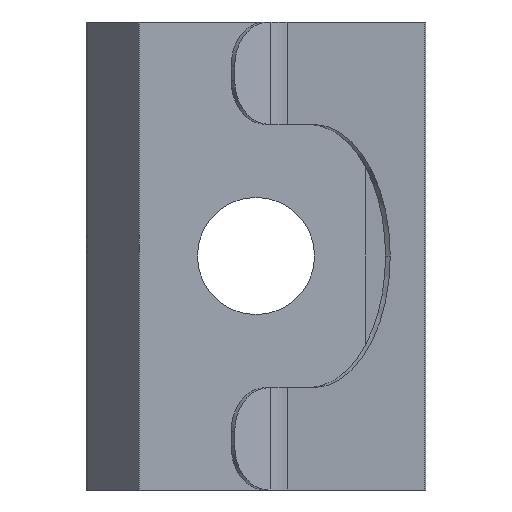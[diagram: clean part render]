
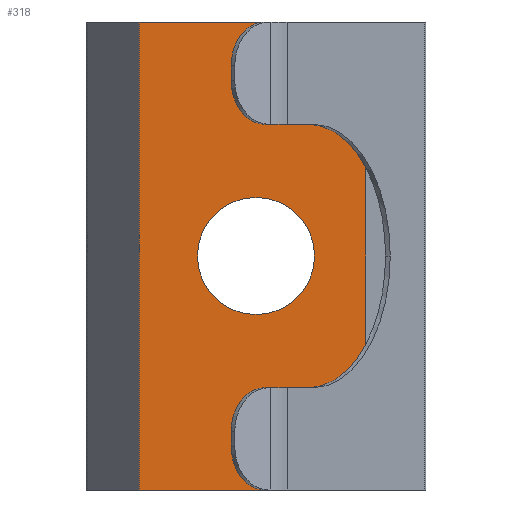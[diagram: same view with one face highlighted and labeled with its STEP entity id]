
A CAD part, front view. The second image highlights one B-rep face of the part: STEP entity #318.
In plain terms, the highlighted planar face has unit normal (0, -1, 0).
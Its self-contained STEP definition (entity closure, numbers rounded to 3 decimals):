
#3 = ORIENTED_EDGE ( 'NONE', *, *, #597, .F. ) ;
#10 = CARTESIAN_POINT ( 'NONE',  ( 3.754, -2.15, -3.013 ) ) ;
#36 = DIRECTION ( 'NONE',  ( 0., 0., 1. ) ) ;
#38 = EDGE_CURVE ( 'NONE', #1327, #839, #383, .T. ) ;
#44 = LINE ( 'NONE', #962, #604 ) ;
#52 = LINE ( 'NONE', #984, #334 ) ;
#114 = VERTEX_POINT ( 'NONE', #526 ) ;
#123 = DIRECTION ( 'NONE',  ( 0., 0., 1. ) ) ;
#131 = AXIS2_PLACEMENT_3D ( 'NONE', #584, #1404, #567 ) ;
#151 = EDGE_LOOP ( 'NONE', ( #468, #1013, #1182, #1307, #3, #481 ) ) ;
#192 = LINE ( 'NONE', #445, #867 ) ;
#201 = VERTEX_POINT ( 'NONE', #1145 ) ;
#205 = DIRECTION ( 'NONE',  ( 1., 0., 0. ) ) ;
#221 = EDGE_CURVE ( 'NONE', #1260, #565, #44, .T. ) ;
#276 = ORIENTED_EDGE ( 'NONE', *, *, #664, .T. ) ;
#300 = EDGE_CURVE ( 'NONE', #114, #1260, #566, .T. ) ;
#318 = ADVANCED_FACE ( 'NONE', ( #1190, #1409 ), #1052, .F. ) ;
#329 = EDGE_CURVE ( 'NONE', #842, #586, #489, .T. ) ;
#334 = VECTOR ( 'NONE', #495, 1000. ) ;
#336 = VECTOR ( 'NONE', #1146, 1000. ) ;
#358 = CARTESIAN_POINT ( 'NONE',  ( 3.754, -2.15, 8. ) ) ;
#367 = LINE ( 'NONE', #358, #1286 ) ;
#383 = CIRCLE ( 'NONE', #1198, 2. ) ;
#432 = CARTESIAN_POINT ( 'NONE',  ( 4., -2.15, -8. ) ) ;
#439 = CARTESIAN_POINT ( 'NONE',  ( -2., -2.15, 0. ) ) ;
#445 = CARTESIAN_POINT ( 'NONE',  ( 4., -2.15, 8. ) ) ;
#468 = ORIENTED_EDGE ( 'NONE', *, *, #300, .T. ) ;
#477 = EDGE_CURVE ( 'NONE', #842, #565, #367, .T. ) ;
#481 = ORIENTED_EDGE ( 'NONE', *, *, #864, .T. ) ;
#489 = LINE ( 'NONE', #1153, #336 ) ;
#495 = DIRECTION ( 'NONE',  ( 0., 0., -1. ) ) ;
#514 = DIRECTION ( 'NONE',  ( -1., 0., 0. ) ) ;
#526 = CARTESIAN_POINT ( 'NONE',  ( -4., -2.15, -8. ) ) ;
#565 = VERTEX_POINT ( 'NONE', #10 ) ;
#566 = LINE ( 'NONE', #432, #812 ) ;
#567 = DIRECTION ( 'NONE',  ( -1., 0., 0. ) ) ;
#584 = CARTESIAN_POINT ( 'NONE',  ( 0., -2.15, 0. ) ) ;
#586 = VERTEX_POINT ( 'NONE', #1162 ) ;
#597 = EDGE_CURVE ( 'NONE', #201, #586, #192, .T. ) ;
#604 = VECTOR ( 'NONE', #36, 1000. ) ;
#618 = CARTESIAN_POINT ( 'NONE',  ( 2., -2.15, 0. ) ) ;
#664 = EDGE_CURVE ( 'NONE', #839, #1327, #1046, .T. ) ;
#677 = CARTESIAN_POINT ( 'NONE',  ( 4., -2.15, 8. ) ) ;
#699 = AXIS2_PLACEMENT_3D ( 'NONE', #677, #1382, #123 ) ;
#796 = ORIENTED_EDGE ( 'NONE', *, *, #38, .T. ) ;
#807 = DIRECTION ( 'NONE',  ( 0., 0., -1. ) ) ;
#812 = VECTOR ( 'NONE', #205, 1000. ) ;
#839 = VERTEX_POINT ( 'NONE', #618 ) ;
#842 = VERTEX_POINT ( 'NONE', #855 ) ;
#855 = CARTESIAN_POINT ( 'NONE',  ( 3.754, -2.15, 3.013 ) ) ;
#864 = EDGE_CURVE ( 'NONE', #201, #114, #52, .T. ) ;
#867 = VECTOR ( 'NONE', #1048, 1000. ) ;
#888 = CARTESIAN_POINT ( 'NONE',  ( 3.754, -2.15, -8. ) ) ;
#901 = EDGE_LOOP ( 'NONE', ( #796, #276 ) ) ;
#962 = CARTESIAN_POINT ( 'NONE',  ( 3.754, -2.15, -15.486 ) ) ;
#984 = CARTESIAN_POINT ( 'NONE',  ( -4., -2.15, 8. ) ) ;
#1013 = ORIENTED_EDGE ( 'NONE', *, *, #221, .T. ) ;
#1046 = CIRCLE ( 'NONE', #131, 2. ) ;
#1048 = DIRECTION ( 'NONE',  ( 1., 0., 0. ) ) ;
#1052 = PLANE ( 'NONE',  #699 ) ;
#1134 = DIRECTION ( 'NONE',  ( 0., 1., 0. ) ) ;
#1145 = CARTESIAN_POINT ( 'NONE',  ( -4., -2.15, 8. ) ) ;
#1146 = DIRECTION ( 'NONE',  ( 0., 0., 1. ) ) ;
#1153 = CARTESIAN_POINT ( 'NONE',  ( 3.754, -2.15, -15.486 ) ) ;
#1162 = CARTESIAN_POINT ( 'NONE',  ( 3.754, -2.15, 8. ) ) ;
#1182 = ORIENTED_EDGE ( 'NONE', *, *, #477, .F. ) ;
#1190 = FACE_BOUND ( 'NONE', #901, .T. ) ;
#1198 = AXIS2_PLACEMENT_3D ( 'NONE', #1235, #1134, #514 ) ;
#1235 = CARTESIAN_POINT ( 'NONE',  ( 0., -2.15, 0. ) ) ;
#1260 = VERTEX_POINT ( 'NONE', #888 ) ;
#1286 = VECTOR ( 'NONE', #807, 1000. ) ;
#1307 = ORIENTED_EDGE ( 'NONE', *, *, #329, .T. ) ;
#1327 = VERTEX_POINT ( 'NONE', #439 ) ;
#1382 = DIRECTION ( 'NONE',  ( 0., 1., 0. ) ) ;
#1404 = DIRECTION ( 'NONE',  ( 0., 1., 0. ) ) ;
#1409 = FACE_OUTER_BOUND ( 'NONE', #151, .T. ) ;
